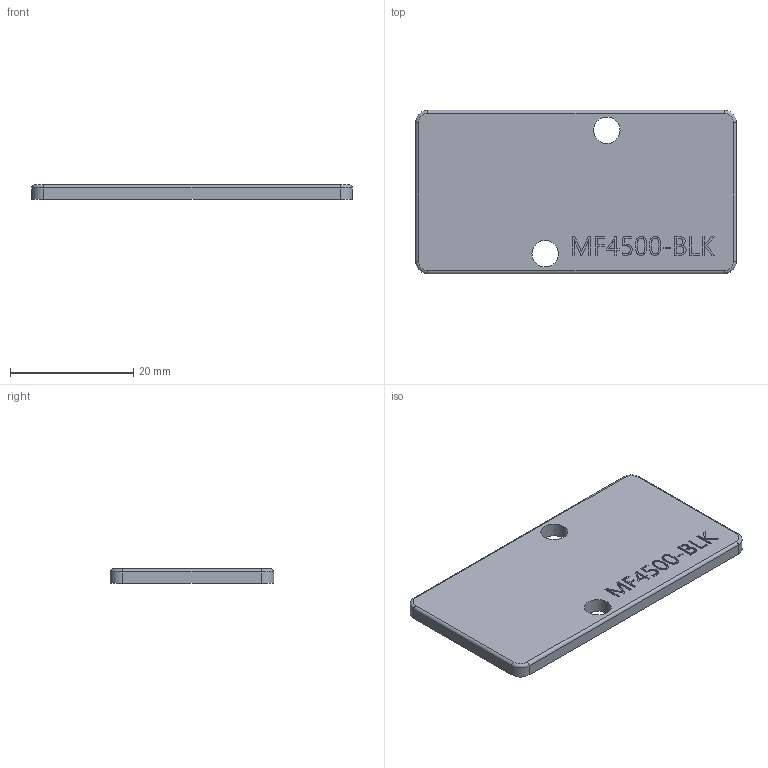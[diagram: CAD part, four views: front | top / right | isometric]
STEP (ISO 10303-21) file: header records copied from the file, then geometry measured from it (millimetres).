
FILE_DESCRIPTION (( 'STEP AP203' ), '1' );
FILE_NAME ('MF4500-BLK.STEP', '2020-04-08T09:32:25', ( 'user' ), ( '' ), 'SwSTEP 2.0', 'SolidWorks 2008', '' );
FILE_SCHEMA (( 'CONFIG_CONTROL_DESIGN' ));
Length unit declared in the file: millimetre
Products named in the file (1): MF4500-BLK
Bounding box: 52 x 26.5 x 2.3 mm (x, y, z)
Volume: 3082.6 mm3; surface area: 3100.2 mm2
Topology: 1 solids, 1 shells, 157 faces, 412 edges, 272 vertices
Faces by surface type: plane 99, bspline 42, cylinder 12, torus 4
Entity records: 7039 total; most frequent: CARTESIAN_POINT 3340, ORIENTED_EDGE 824, DIRECTION 588, EDGE_CURVE 412, LINE 300, VECTOR 300, VERTEX_POINT 272, EDGE_LOOP 176
